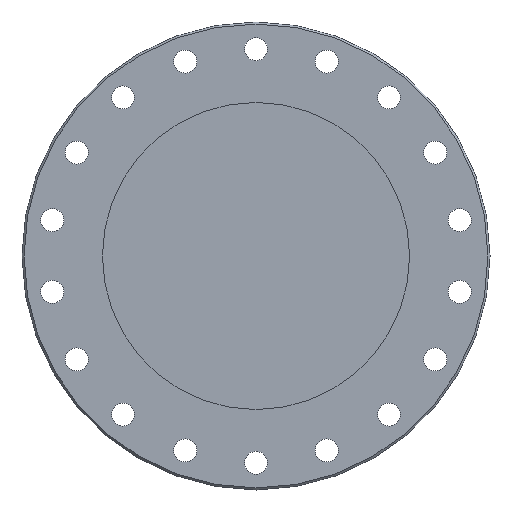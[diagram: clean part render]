
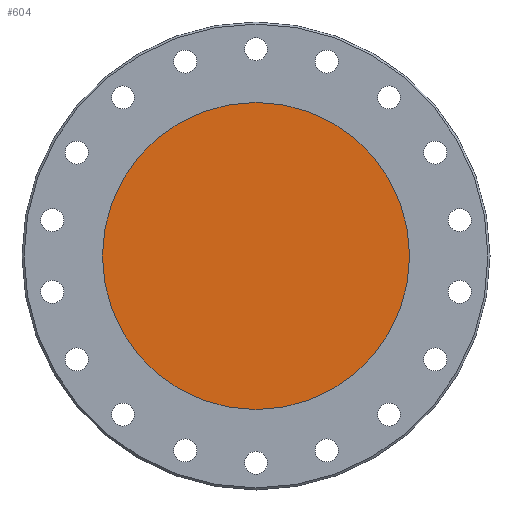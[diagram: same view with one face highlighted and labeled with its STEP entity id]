
A CAD part, front view. The second image highlights one B-rep face of the part: STEP entity #604.
In plain terms, the highlighted planar face has unit normal (0, -1, 0).
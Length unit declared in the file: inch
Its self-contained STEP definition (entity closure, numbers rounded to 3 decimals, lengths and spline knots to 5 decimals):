
#133 = EDGE_LOOP ( 'NONE', ( #1018, #1039 ) ) ;
#352 = DIRECTION ( 'NONE',  ( 0., 0., -1. ) ) ;
#353 = DIRECTION ( 'NONE',  ( 0., 1., 0. ) ) ;
#360 = CARTESIAN_POINT ( 'NONE',  ( 0., 0.079, 0. ) ) ;
#430 = CARTESIAN_POINT ( 'NONE',  ( 0., 0.079, -2.215 ) ) ;
#604 = ADVANCED_FACE ( 'NONE', ( #1300 ), #1326, .T. ) ;
#616 = EDGE_CURVE ( 'NONE', #918, #792, #2192, .T. ) ;
#792 = VERTEX_POINT ( 'NONE', #1906 ) ;
#918 = VERTEX_POINT ( 'NONE', #430 ) ;
#1018 = ORIENTED_EDGE ( 'NONE', *, *, #1985, .F. ) ;
#1039 = ORIENTED_EDGE ( 'NONE', *, *, #616, .F. ) ;
#1300 = FACE_OUTER_BOUND ( 'NONE', #133, .T. ) ;
#1309 = CARTESIAN_POINT ( 'NONE',  ( 0., 0.079, 0. ) ) ;
#1324 = DIRECTION ( 'NONE',  ( -0.457, 0., 0.89 ) ) ;
#1325 = DIRECTION ( 'NONE',  ( 0., -1., 0. ) ) ;
#1326 = PLANE ( 'NONE',  #2173 ) ;
#1387 = DIRECTION ( 'NONE',  ( 0., 0., -1. ) ) ;
#1461 = DIRECTION ( 'NONE',  ( 0., 1., 0. ) ) ;
#1565 = CARTESIAN_POINT ( 'NONE',  ( 0., 0.079, 0. ) ) ;
#1906 = CARTESIAN_POINT ( 'NONE',  ( 0., 0.079, 2.215 ) ) ;
#1985 = EDGE_CURVE ( 'NONE', #792, #918, #2105, .T. ) ;
#2100 = AXIS2_PLACEMENT_3D ( 'NONE', #1565, #1461, #1387 ) ;
#2105 = CIRCLE ( 'NONE', #2100, 2.215 ) ;
#2127 = AXIS2_PLACEMENT_3D ( 'NONE', #360, #353, #352 ) ;
#2173 = AXIS2_PLACEMENT_3D ( 'NONE', #1309, #1325, #1324 ) ;
#2192 = CIRCLE ( 'NONE', #2127, 2.215 ) ;
